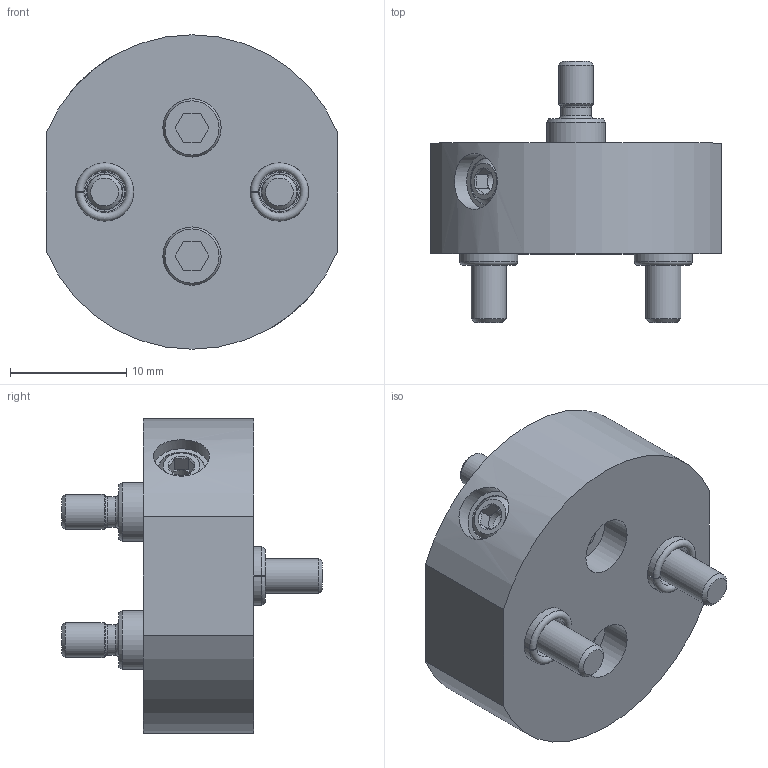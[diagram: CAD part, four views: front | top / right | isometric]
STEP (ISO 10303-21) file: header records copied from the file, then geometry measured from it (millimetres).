
FILE_DESCRIPTION(/* description */ ('STEP AP214'),/* implementation_level */ '2;1');
FILE_NAME(/* name */ '2807644_DHAA-G-Q11-10-B1-6',/* time_stamp */ '2024-08-16T14:51:46+02:00',/* author */ ('License CC BY-ND 4.0'),/* organization */ ('CADENAS'),/* preprocessor_version */ 'ST-DEVELOPER v19.3',/* originating_system */ 'PARTsolutions',/* authorisation */ ' ');
FILE_SCHEMA (('AUTOMOTIVE_DESIGN {1 0 10303 214 3 1 1}'));
Length unit declared in the file: millimetre
Products named in the file (6): 2807644 DHAA-G-Q11-10-B1-6; 2807644 DHAA-G-Q11-10-B1-6_p; 8146543 ZBH-5-B; DIN-912 - M3x12(F); 369956 HAPG-ZB-5---(ZB); DIN-914 - M4x6(F)
Assembly tree (9 placements, depth 2):
  2807644 DHAA-G-Q11-10-B1-6
    2807644 DHAA-G-Q11-10-B1-6_p
    8146543 ZBH-5-B  x2
    DIN-912 - M3x12(F)  x2
    369956 HAPG-ZB-5---(ZB)  x2
    DIN-914 - M4x6(F)  x2
Bounding box: 25 x 22.4 x 27 mm (x, y, z)
Volume: 5085.6 mm3; surface area: 3823 mm2
Topology: 9 solids, 9 shells, 196 faces, 396 edges, 226 vertices
Faces by surface type: plane 92, cone 56, cylinder 36, torus 12
Full cylindrical faces by diameter (mm): 2 x4, 2.6 x2, 3 x4, 3.242 x2, 3.4 x2, 4 x2, 4.8 x2, 5 x8, 5.5 x2, 6.5 x2
Entity records: 2868 total; most frequent: CARTESIAN_POINT 541, DIRECTION 482, ORIENTED_EDGE 344, AXIS2_PLACEMENT_3D 208, FACE_BOUND 181, EDGE_LOOP 176, EDGE_CURVE 172, VERTEX_POINT 127
